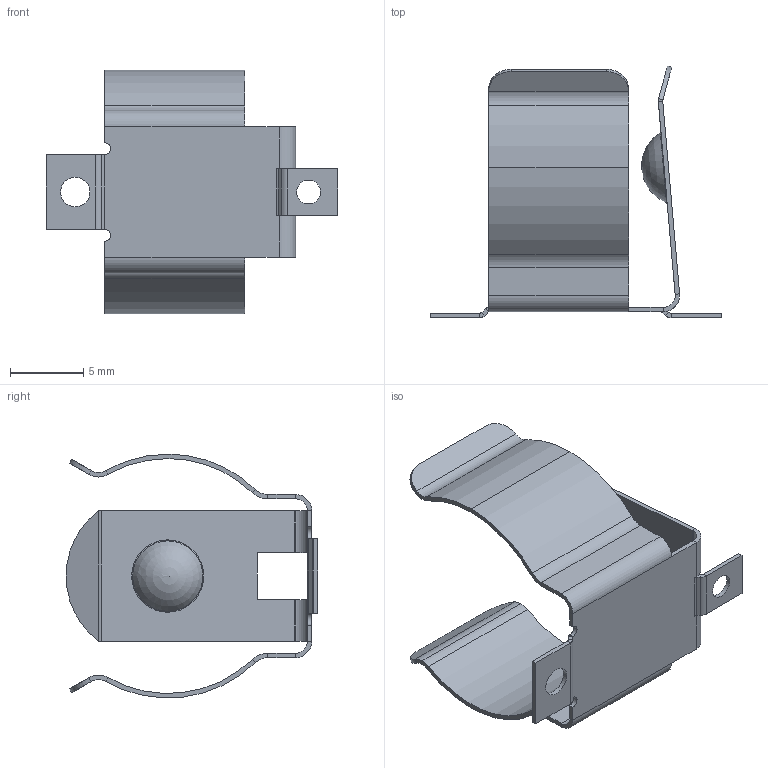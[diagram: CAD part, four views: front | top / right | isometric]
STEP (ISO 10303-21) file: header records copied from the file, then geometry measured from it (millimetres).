
FILE_DESCRIPTION (( 'STEP AP214' ), '1' );
FILE_NAME ('254TR.STEP', '2024-01-17T23:35:12', ( '' ), ( '' ), 'SwSTEP 2.0', 'SolidWorks 2021', '' );
FILE_SCHEMA (( 'AUTOMOTIVE_DESIGN' ));
Length unit declared in the file: inch
Products named in the file (1): 254TR
Bounding box: 19.88 x 17.15 x 16.61 mm (x, y, z)
Volume: 187.7 mm3; surface area: 1288.2 mm2
Topology: 1 solids, 1 shells, 140 faces, 316 edges, 176 vertices
Faces by surface type: plane 85, cylinder 49, torus 4, sphere 2
Entity records: 3804 total; most frequent: DIRECTION 702, CARTESIAN_POINT 623, ORIENTED_EDGE 620, EDGE_CURVE 310, AXIS2_PLACEMENT_3D 251, VECTOR 200, LINE 200, VERTEX_POINT 172
